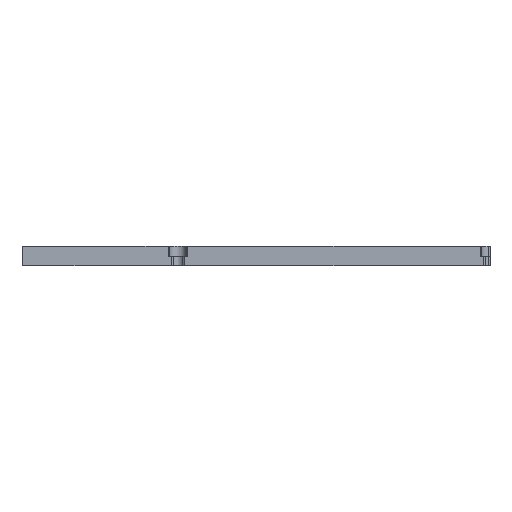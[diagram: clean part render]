
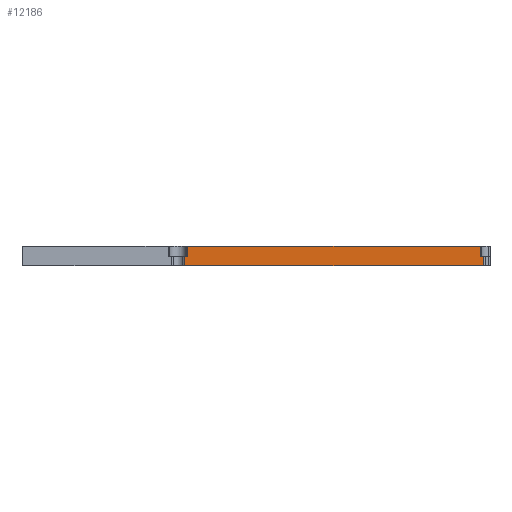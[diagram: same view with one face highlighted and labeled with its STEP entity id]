
A CAD part, left-side view. The second image highlights one B-rep face of the part: STEP entity #12186.
In plain terms, the highlighted planar face has unit normal (-1, 0, 0).
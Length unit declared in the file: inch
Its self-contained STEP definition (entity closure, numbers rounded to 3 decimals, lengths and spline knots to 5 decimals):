
#1306=LINE('',#18295,#1692);
#1384=LINE('',#27531,#1770);
#1406=LINE('',#28065,#1792);
#1408=LINE('',#28072,#1794);
#1414=LINE('',#28092,#1800);
#1416=LINE('',#28097,#1802);
#1417=LINE('',#28099,#1803);
#1418=LINE('',#28100,#1804);
#1692=VECTOR('',#13352,0.3937);
#1770=VECTOR('',#13976,0.3937);
#1792=VECTOR('',#14526,0.3937);
#1794=VECTOR('',#14534,0.3937);
#1800=VECTOR('',#14558,0.3937);
#1802=VECTOR('',#14564,0.3937);
#1803=VECTOR('',#14565,0.3937);
#1804=VECTOR('',#14566,0.3937);
#2090=PLANE('',#13018);
#2485=FACE_OUTER_BOUND('',#3594,.T.);
#3594=EDGE_LOOP('',(#10464,#10465,#10466,#10467,#10468,#10469,#10470,#10471));
#4949=VERTEX_POINT('',#18292);
#4950=VERTEX_POINT('',#18294);
#5708=VERTEX_POINT('',#27528);
#5709=VERTEX_POINT('',#27530);
#5957=VERTEX_POINT('',#28063);
#5959=VERTEX_POINT('',#28071);
#5964=VERTEX_POINT('',#28091);
#5966=VERTEX_POINT('',#28098);
#6254=EDGE_CURVE('',#4949,#4950,#1306,.T.);
#7270=EDGE_CURVE('',#5708,#5709,#1384,.T.);
#7535=EDGE_CURVE('',#5957,#4949,#1406,.T.);
#7538=EDGE_CURVE('',#5709,#5959,#1408,.T.);
#7548=EDGE_CURVE('',#4950,#5964,#1414,.T.);
#7551=EDGE_CURVE('',#5957,#5959,#1416,.T.);
#7552=EDGE_CURVE('',#5966,#5708,#1417,.T.);
#7553=EDGE_CURVE('',#5966,#5964,#1418,.T.);
#10464=ORIENTED_EDGE('',*,*,#7551,.T.);
#10465=ORIENTED_EDGE('',*,*,#7538,.F.);
#10466=ORIENTED_EDGE('',*,*,#7270,.F.);
#10467=ORIENTED_EDGE('',*,*,#7552,.F.);
#10468=ORIENTED_EDGE('',*,*,#7553,.T.);
#10469=ORIENTED_EDGE('',*,*,#7548,.F.);
#10470=ORIENTED_EDGE('',*,*,#6254,.F.);
#10471=ORIENTED_EDGE('',*,*,#7535,.F.);
#12186=ADVANCED_FACE('',(#2485),#2090,.T.);
#13018=AXIS2_PLACEMENT_3D('',#28096,#14562,#14563);
#13352=DIRECTION('',(0.,-1.,0.));
#13976=DIRECTION('',(0.,1.,0.));
#14526=DIRECTION('',(0.,0.,1.));
#14534=DIRECTION('',(0.,0.,1.));
#14558=DIRECTION('',(0.,0.,-1.));
#14562=DIRECTION('center_axis',(-1.,0.,0.));
#14563=DIRECTION('ref_axis',(0.,-1.,0.));
#14564=DIRECTION('',(0.,1.,0.));
#14565=DIRECTION('',(0.,0.,-1.));
#14566=DIRECTION('',(0.,1.,0.));
#18292=CARTESIAN_POINT('',(-5.90551,1.71673,0.5));
#18294=CARTESIAN_POINT('',(-5.90551,-5.65374,0.5));
#18295=CARTESIAN_POINT('',(-5.90551,-5.90551,0.5));
#27528=CARTESIAN_POINT('',(-5.90551,-5.73473,0.));
#27530=CARTESIAN_POINT('',(-5.90551,1.79772,0.));
#27531=CARTESIAN_POINT('',(-5.90551,-5.90551,0.));
#28063=CARTESIAN_POINT('',(-5.90551,1.71673,0.24409));
#28065=CARTESIAN_POINT('',(-5.90551,1.71673,0.37205));
#28071=CARTESIAN_POINT('',(-5.90551,1.79772,0.24409));
#28072=CARTESIAN_POINT('',(-5.90551,1.79772,0.25));
#28091=CARTESIAN_POINT('',(-5.90551,-5.65374,0.24409));
#28092=CARTESIAN_POINT('',(-5.90551,-5.65374,0.37205));
#28096=CARTESIAN_POINT('Origin',(-5.90551,5.90551,0.));
#28097=CARTESIAN_POINT('',(-5.90551,3.93701,0.24409));
#28098=CARTESIAN_POINT('',(-5.90551,-5.73473,0.24409));
#28099=CARTESIAN_POINT('',(-5.90551,-5.73473,0.25));
#28100=CARTESIAN_POINT('',(-5.90551,0.,0.24409));
